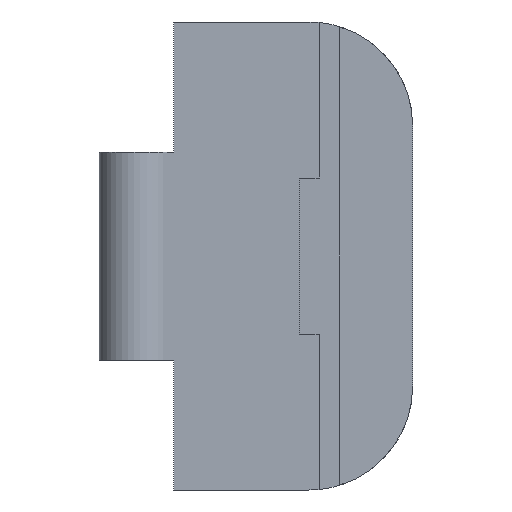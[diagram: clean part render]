
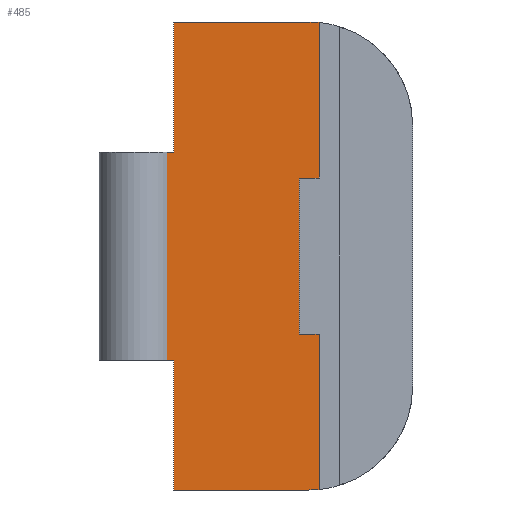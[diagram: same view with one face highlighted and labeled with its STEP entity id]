
A CAD part, left-side view. The second image highlights one B-rep face of the part: STEP entity #485.
In plain terms, the highlighted planar face has unit normal (-1, 0, 0).
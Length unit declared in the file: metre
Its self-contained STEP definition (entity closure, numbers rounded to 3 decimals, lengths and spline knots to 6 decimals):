
#24=CIRCLE('',#531,0.01);
#25=CIRCLE('',#532,0.01);
#52=ORIENTED_EDGE('',*,*,#194,.T.);
#53=ORIENTED_EDGE('',*,*,#195,.T.);
#54=ORIENTED_EDGE('',*,*,#196,.F.);
#55=ORIENTED_EDGE('',*,*,#197,.T.);
#56=ORIENTED_EDGE('',*,*,#198,.F.);
#57=ORIENTED_EDGE('',*,*,#199,.T.);
#58=ORIENTED_EDGE('',*,*,#200,.F.);
#59=ORIENTED_EDGE('',*,*,#201,.F.);
#60=ORIENTED_EDGE('',*,*,#187,.T.);
#61=ORIENTED_EDGE('',*,*,#202,.T.);
#187=EDGE_CURVE('',#251,#259,#303,.T.);
#194=EDGE_CURVE('',#264,#265,#308,.T.);
#195=EDGE_CURVE('',#265,#266,#24,.F.);
#196=EDGE_CURVE('',#267,#266,#309,.T.);
#197=EDGE_CURVE('',#267,#268,#25,.F.);
#198=EDGE_CURVE('',#269,#268,#310,.T.);
#199=EDGE_CURVE('',#269,#270,#311,.T.);
#200=EDGE_CURVE('',#271,#270,#312,.T.);
#201=EDGE_CURVE('',#251,#271,#313,.T.);
#202=EDGE_CURVE('',#259,#264,#314,.T.);
#251=VERTEX_POINT('',#709);
#259=VERTEX_POINT('',#725);
#264=VERTEX_POINT('',#741);
#265=VERTEX_POINT('',#742);
#266=VERTEX_POINT('',#744);
#267=VERTEX_POINT('',#746);
#268=VERTEX_POINT('',#748);
#269=VERTEX_POINT('',#750);
#270=VERTEX_POINT('',#752);
#271=VERTEX_POINT('',#754);
#303=LINE('',#726,#359);
#308=LINE('',#740,#364);
#309=LINE('',#745,#365);
#310=LINE('',#749,#366);
#311=LINE('',#751,#367);
#312=LINE('',#753,#368);
#313=LINE('',#755,#369);
#314=LINE('',#756,#370);
#359=VECTOR('',#580,1.);
#364=VECTOR('',#595,1.);
#365=VECTOR('',#598,1.);
#366=VECTOR('',#601,1.);
#367=VECTOR('',#602,1.);
#368=VECTOR('',#603,1.);
#369=VECTOR('',#604,1.);
#370=VECTOR('',#605,1.);
#413=EDGE_LOOP('',(#52,#53,#54,#55,#56,#57,#58,#59,#60,#61));
#439=FACE_BOUND('',#413,.T.);
#463=PLANE('',#530);
#485=ADVANCED_FACE('',(#439),#463,.F.);
#530=AXIS2_PLACEMENT_3D('',#739,#593,#594);
#531=AXIS2_PLACEMENT_3D('',#743,#596,#597);
#532=AXIS2_PLACEMENT_3D('',#747,#599,#600);
#580=DIRECTION('',(0.,-1.,0.));
#593=DIRECTION('',(1.,0.,0.));
#594=DIRECTION('',(0.,0.,-1.));
#595=DIRECTION('',(0.,-1.,0.));
#596=DIRECTION('',(1.,0.,0.));
#597=DIRECTION('',(0.,0.,-1.));
#598=DIRECTION('',(0.,0.,-1.));
#599=DIRECTION('',(1.,0.,0.));
#600=DIRECTION('',(0.,0.,-1.));
#601=DIRECTION('',(0.,-1.,0.));
#602=DIRECTION('',(0.,0.,-1.));
#603=DIRECTION('',(0.,-1.,0.));
#604=DIRECTION('',(0.,0.,1.));
#605=DIRECTION('',(0.,0.,-1.));
#709=CARTESIAN_POINT('',(0.001575,-0.001209,-0.01));
#725=CARTESIAN_POINT('',(0.001575,-0.003575,-0.01));
#726=CARTESIAN_POINT('',(0.001575,-0.003392,-0.01));
#739=CARTESIAN_POINT('',(0.001575,-0.003392,0.01));
#740=CARTESIAN_POINT('',(0.001575,-0.01057,-0.0225));
#741=CARTESIAN_POINT('',(0.001575,-0.003575,-0.0225));
#742=CARTESIAN_POINT('',(0.001575,-0.016565,-0.0225));
#743=CARTESIAN_POINT('',(0.001575,-0.016565,-0.0125));
#744=CARTESIAN_POINT('',(0.001575,-0.017565,-0.02245));
#745=CARTESIAN_POINT('',(0.001575,-0.017565,0.0225));
#746=CARTESIAN_POINT('',(0.001575,-0.017565,0.02245));
#747=CARTESIAN_POINT('',(0.001575,-0.016565,0.0125));
#748=CARTESIAN_POINT('',(0.001575,-0.016565,0.0225));
#749=CARTESIAN_POINT('',(0.001575,-0.01057,0.0225));
#750=CARTESIAN_POINT('',(0.001575,-0.003575,0.0225));
#751=CARTESIAN_POINT('',(0.001575,-0.003575,0.0225));
#752=CARTESIAN_POINT('',(0.001575,-0.003575,0.01));
#753=CARTESIAN_POINT('',(0.001575,-0.003392,0.01));
#754=CARTESIAN_POINT('',(0.001575,-0.001209,0.01));
#755=CARTESIAN_POINT('',(0.001575,-0.001209,-0.01));
#756=CARTESIAN_POINT('',(0.001575,-0.003575,0.0225));
